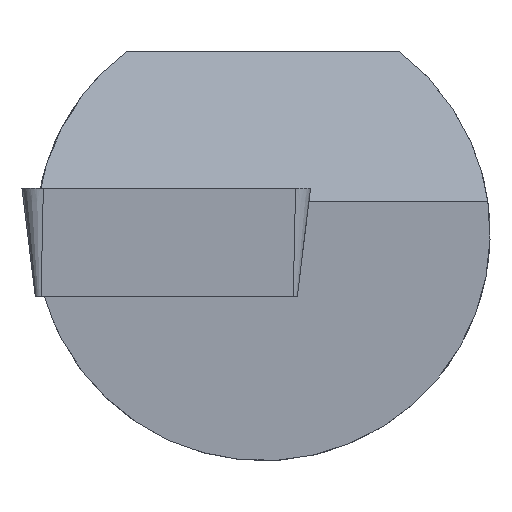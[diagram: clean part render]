
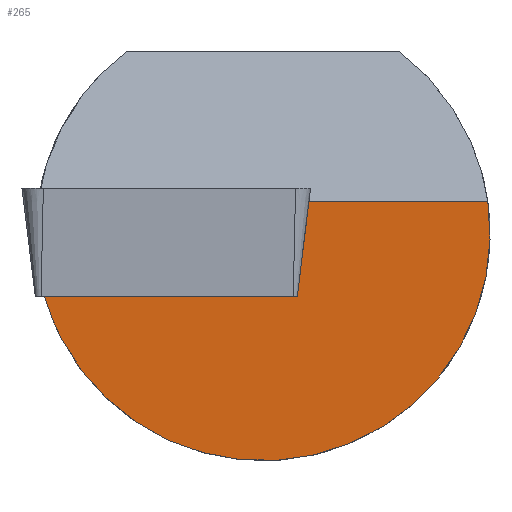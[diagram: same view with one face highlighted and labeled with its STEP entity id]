
A CAD part, left-side view. The second image highlights one B-rep face of the part: STEP entity #265.
In plain terms, the highlighted planar face has unit normal (-0.978, -0.172, -0.122).
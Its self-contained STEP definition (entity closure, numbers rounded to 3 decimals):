
#192=ELLIPSE('',#522,5.115,5.);
#201=LINE('',#698,#232);
#204=LINE('',#703,#235);
#205=LINE('',#705,#236);
#232=VECTOR('',#579,1.);
#235=VECTOR('',#586,1.);
#236=VECTOR('',#587,1.);
#265=ADVANCED_FACE('',(#299),#283,.F.);
#283=PLANE('',#528);
#299=FACE_OUTER_BOUND('',#319,.T.);
#319=EDGE_LOOP('',(#363,#364,#365,#366));
#363=ORIENTED_EDGE('',*,*,#476,.F.);
#364=ORIENTED_EDGE('',*,*,#468,.F.);
#365=ORIENTED_EDGE('',*,*,#473,.F.);
#366=ORIENTED_EDGE('',*,*,#477,.T.);
#435=VERTEX_POINT('',#686);
#436=VERTEX_POINT('',#688);
#438=VERTEX_POINT('',#696);
#440=VERTEX_POINT('',#704);
#468=EDGE_CURVE('',#435,#436,#192,.T.);
#473=EDGE_CURVE('',#438,#435,#201,.T.);
#476=EDGE_CURVE('',#436,#440,#204,.T.);
#477=EDGE_CURVE('',#438,#440,#205,.T.);
#522=AXIS2_PLACEMENT_3D('',#687,#568,#569);
#528=AXIS2_PLACEMENT_3D('',#706,#588,#589);
#568=DIRECTION('',(0.977,0.172,0.122));
#569=DIRECTION('',(-0.211,0.798,0.564));
#579=DIRECTION('',(0.174,-0.985,0.));
#586=DIRECTION('',(0.174,-0.985,0.));
#587=DIRECTION('',(0.102,0.121,-0.987));
#588=DIRECTION('',(0.977,0.172,0.122));
#589=DIRECTION('',(0.174,-0.985,0.));
#686=CARTESIAN_POINT('',(1.87,-4.951,0.7));
#687=CARTESIAN_POINT('',(1.084,0.,0.));
#688=CARTESIAN_POINT('',(0.409,4.806,-1.38));
#696=CARTESIAN_POINT('',(1.175,-1.013,0.7));
#698=CARTESIAN_POINT('',(13.08,-68.528,0.7));
#703=CARTESIAN_POINT('',(3.672,-13.7,-1.38));
#704=CARTESIAN_POINT('',(1.39,-0.758,-1.38));
#705=CARTESIAN_POINT('',(1.254,-0.92,-0.06));
#706=CARTESIAN_POINT('',(3.672,-13.7,-1.38));
